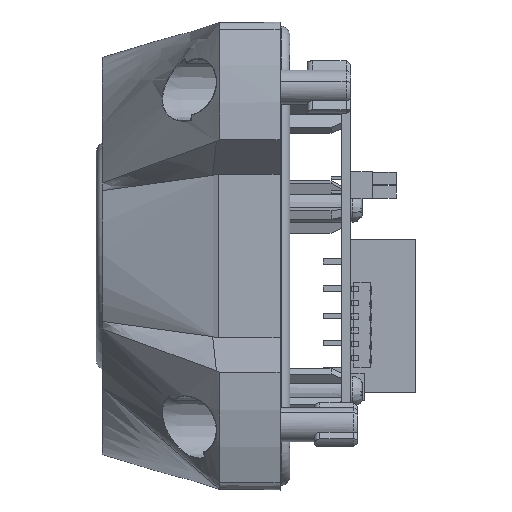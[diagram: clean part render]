
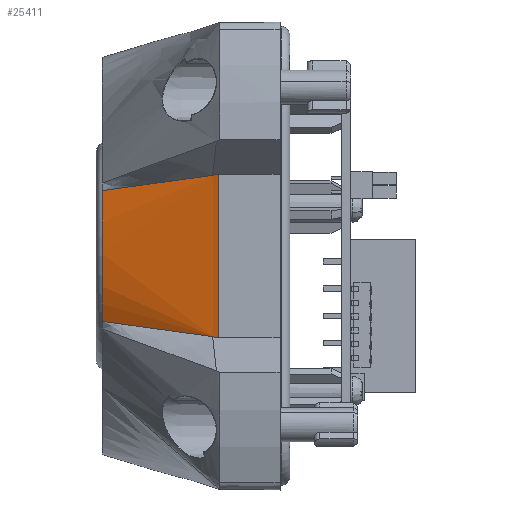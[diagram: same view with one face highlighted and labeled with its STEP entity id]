
A CAD part, left-side view. The second image highlights one B-rep face of the part: STEP entity #25411.
In plain terms, the highlighted free-form (B-spline) face has degree [3, 1] with [10, 2] control points.
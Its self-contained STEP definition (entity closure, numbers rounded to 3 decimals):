
#712 = B_SPLINE_CURVE_WITH_KNOTS ( 'NONE', 1,
 ( #62727, #11118 ),
 .UNSPECIFIED., .F., .F.,
 ( 2, 2 ),
 ( 0., 1. ),
 .UNSPECIFIED. ) ;
#1265 = CARTESIAN_POINT ( 'NONE',  ( -42.902, 11.248, -15.057 ) ) ;
#2125 = CARTESIAN_POINT ( 'NONE',  ( -43., 11., 15.3 ) ) ;
#2941 = CARTESIAN_POINT ( 'NONE',  ( -34.463, 32.63, -12.022 ) ) ;
#3222 = CARTESIAN_POINT ( 'NONE',  ( -42.902, 11.248, 15.057 ) ) ;
#3359 = B_SPLINE_SURFACE_WITH_KNOTS ( 'NONE', 3, 1, ( 
 ( #13054, #42382 ),
 ( #36763, #65744 ),
 ( #12674, #36385 ),
 ( #8502, #36027 ),
 ( #31485, #24712 ),
 ( #47297, #58986 ),
 ( #13786, #70276 ),
 ( #31122, #20171 ),
 ( #14151, #7379 ),
 ( #2125, #25092 ) ),
 .UNSPECIFIED., .F., .F., .F.,
 ( 4, 3, 3, 4 ),
 ( 2, 2 ),
 ( -0.01, 0., 1., 1.01 ),
 ( 0., 1. ),
 .UNSPECIFIED. ) ;
#3597 = CARTESIAN_POINT ( 'NONE',  ( -42.901, 11.305, -7.376 ) ) ;
#3956 = CARTESIAN_POINT ( 'NONE',  ( -42.901, 11.294, -9.189 ) ) ;
#6939 = CARTESIAN_POINT ( 'NONE',  ( -42.902, 11.248, 15.057 ) ) ;
#7379 = CARTESIAN_POINT ( 'NONE',  ( -34.409, 32.63, 12.178 ) ) ;
#8502 = CARTESIAN_POINT ( 'NONE',  ( -43., 11., -15. ) ) ;
#10341 = CARTESIAN_POINT ( 'NONE',  ( -42.901, 11.305, -7.224 ) ) ;
#11118 = CARTESIAN_POINT ( 'NONE',  ( -42.454, 12.384, 14.81 ) ) ;
#11404 = CARTESIAN_POINT ( 'NONE',  ( -34.463, 32.63, -12.022 ) ) ;
#11891 = ORIENTED_EDGE ( 'NONE', *, *, #13597, .F. ) ;
#12674 = CARTESIAN_POINT ( 'NONE',  ( -43., 11., -15.1 ) ) ;
#13054 = CARTESIAN_POINT ( 'NONE',  ( -43., 11., -15.3 ) ) ;
#13597 = EDGE_CURVE ( 'NONE', #39420, #37607, #712, .T. ) ;
#13786 = CARTESIAN_POINT ( 'NONE',  ( -43., 11., 15. ) ) ;
#14151 = CARTESIAN_POINT ( 'NONE',  ( -43., 11., 15.2 ) ) ;
#14350 = ORIENTED_EDGE ( 'NONE', *, *, #57798, .T. ) ;
#14505 = CARTESIAN_POINT ( 'NONE',  ( -42.901, 11.304, 7.534 ) ) ;
#15251 = CARTESIAN_POINT ( 'NONE',  ( -42.901, 11.304, -7.507 ) ) ;
#15978 = CARTESIAN_POINT ( 'NONE',  ( -42.901, 11.329, 2.229 ) ) ;
#17098 = CARTESIAN_POINT ( 'NONE',  ( -42.902, 11.248, -15.057 ) ) ;
#18003 = CARTESIAN_POINT ( 'NONE',  ( -42.603, 12.005, 14.892 ) ) ;
#19514 = CARTESIAN_POINT ( 'NONE',  ( -37.179, 32.63, -4.238 ) ) ;
#20171 = CARTESIAN_POINT ( 'NONE',  ( -34.436, 32.63, 12.1 ) ) ;
#20524 = CARTESIAN_POINT ( 'NONE',  ( -42.901, 11.293, 9.167 ) ) ;
#21270 = CARTESIAN_POINT ( 'NONE',  ( -42.902, 11.279, 11.177 ) ) ;
#22767 = B_SPLINE_CURVE_WITH_KNOTS ( 'NONE', 3,
 ( #1265, #65632, #35163, #29517 ),
 .UNSPECIFIED., .F., .F.,
 ( 4, 4 ),
 ( 0., 1. ),
 .UNSPECIFIED. ) ;
#22897 = B_SPLINE_CURVE_WITH_KNOTS ( 'NONE', 3,
 ( #3222, #50259, #21270, #20524, #66466, #43864, #73229, #61937, #49893, #67570, #73595, #44604, #14505, #37856, #15978, #60820, #32223, #61193, #55182, #38972, #10341, #3597, #26569, #66839, #15251, #38236, #55544, #3956, #44237, #17098 ),
 .UNSPECIFIED., .F., .F.,
 ( 4, 1, 1, 1, 1, 1, 1, 1, 1, 2, 2, 2, 1, 1, 1, 1, 1, 1, 1, 1, 2, 2, 4 ),
 ( 0., 0.125, 0.188, 0.219, 0.234, 0.242, 0.246, 0.248, 0.249, 0.25, 0.25, 0.5, 0.625, 0.687, 0.719, 0.734, 0.742, 0.746, 0.748, 0.749, 0.75, 0.75, 1. ),
 .UNSPECIFIED. ) ;
#24029 = CARTESIAN_POINT ( 'NONE',  ( -42.454, 12.384, 14.81 ) ) ;
#24712 = CARTESIAN_POINT ( 'NONE',  ( -37.179, 32.63, -4.238 ) ) ;
#25092 = CARTESIAN_POINT ( 'NONE',  ( -34.382, 32.63, 12.256 ) ) ;
#25411 = ADVANCED_FACE ( 'NONE', ( #25833 ), #3359, .T. ) ;
#25541 = EDGE_CURVE ( 'NONE', #63261, #44761, #22897, .T. ) ;
#25782 = B_SPLINE_CURVE_WITH_KNOTS ( 'NONE', 3,
 ( #70704, #65419, #18003, #24029 ),
 .UNSPECIFIED., .F., .F.,
 ( 4, 4 ),
 ( 0., 1. ),
 .UNSPECIFIED. ) ;
#25833 = FACE_OUTER_BOUND ( 'NONE', #51254, .T. ) ;
#26569 = CARTESIAN_POINT ( 'NONE',  ( -42.901, 11.304, -7.452 ) ) ;
#26588 = B_SPLINE_CURVE_WITH_KNOTS ( 'NONE', 3,
 ( #66184, #30841, #19514, #2941 ),
 .UNSPECIFIED., .F., .F.,
 ( 4, 4 ),
 ( 0., 1. ),
 .UNSPECIFIED. ) ;
#29517 = CARTESIAN_POINT ( 'NONE',  ( -42.454, 12.384, -14.81 ) ) ;
#30841 = CARTESIAN_POINT ( 'NONE',  ( -37.179, 32.63, 4.238 ) ) ;
#30886 = ORIENTED_EDGE ( 'NONE', *, *, #41986, .F. ) ;
#31122 = CARTESIAN_POINT ( 'NONE',  ( -43., 11., 15.1 ) ) ;
#31485 = CARTESIAN_POINT ( 'NONE',  ( -43., 11., -5. ) ) ;
#31497 = ORIENTED_EDGE ( 'NONE', *, *, #25541, .F. ) ;
#32223 = CARTESIAN_POINT ( 'NONE',  ( -42.901, 11.326, -2.891 ) ) ;
#32546 = CARTESIAN_POINT ( 'NONE',  ( -34.463, 32.63, 12.022 ) ) ;
#35163 = CARTESIAN_POINT ( 'NONE',  ( -42.603, 12.005, -14.892 ) ) ;
#35772 = ORIENTED_EDGE ( 'NONE', *, *, #39004, .T. ) ;
#36027 = CARTESIAN_POINT ( 'NONE',  ( -34.463, 32.63, -12.022 ) ) ;
#36385 = CARTESIAN_POINT ( 'NONE',  ( -34.436, 32.63, -12.1 ) ) ;
#36728 = CARTESIAN_POINT ( 'NONE',  ( -42.454, 12.384, 14.81 ) ) ;
#36763 = CARTESIAN_POINT ( 'NONE',  ( -43., 11., -15.2 ) ) ;
#37607 = VERTEX_POINT ( 'NONE', #36728 ) ;
#37856 = CARTESIAN_POINT ( 'NONE',  ( -42.901, 11.321, 4.739 ) ) ;
#38236 = CARTESIAN_POINT ( 'NONE',  ( -42.901, 11.304, -7.518 ) ) ;
#38842 = CARTESIAN_POINT ( 'NONE',  ( -34.463, 32.63, -12.022 ) ) ;
#38972 = CARTESIAN_POINT ( 'NONE',  ( -42.901, 11.307, -6.922 ) ) ;
#39004 = EDGE_CURVE ( 'NONE', #63261, #37607, #25782, .T. ) ;
#39420 = VERTEX_POINT ( 'NONE', #32546 ) ;
#41986 = EDGE_CURVE ( 'NONE', #44761, #43679, #22767, .T. ) ;
#42382 = CARTESIAN_POINT ( 'NONE',  ( -34.382, 32.63, -12.256 ) ) ;
#43679 = VERTEX_POINT ( 'NONE', #67750 ) ;
#43864 = CARTESIAN_POINT ( 'NONE',  ( -42.901, 11.301, 7.903 ) ) ;
#44237 = CARTESIAN_POINT ( 'NONE',  ( -42.902, 11.275, -11.698 ) ) ;
#44604 = CARTESIAN_POINT ( 'NONE',  ( -42.901, 11.304, 7.535 ) ) ;
#44761 = VERTEX_POINT ( 'NONE', #65190 ) ;
#47297 = CARTESIAN_POINT ( 'NONE',  ( -43., 11., 5. ) ) ;
#49893 = CARTESIAN_POINT ( 'NONE',  ( -42.901, 11.303, 7.574 ) ) ;
#50132 = CARTESIAN_POINT ( 'NONE',  ( -42.454, 12.384, -14.81 ) ) ;
#50259 = CARTESIAN_POINT ( 'NONE',  ( -42.902, 11.262, 13.378 ) ) ;
#51254 = EDGE_LOOP ( 'NONE', ( #31497, #35772, #11891, #14350, #61498, #30886 ) ) ;
#51620 = VERTEX_POINT ( 'NONE', #11404 ) ;
#52853 = EDGE_CURVE ( 'NONE', #51620, #43679, #61340, .T. ) ;
#55182 = CARTESIAN_POINT ( 'NONE',  ( -42.901, 11.311, -6.323 ) ) ;
#55544 = CARTESIAN_POINT ( 'NONE',  ( -42.901, 11.304, -7.525 ) ) ;
#57798 = EDGE_CURVE ( 'NONE', #39420, #51620, #26588, .T. ) ;
#58986 = CARTESIAN_POINT ( 'NONE',  ( -37.179, 32.63, 4.238 ) ) ;
#60820 = CARTESIAN_POINT ( 'NONE',  ( -42.901, 11.329, -1.114 ) ) ;
#61193 = CARTESIAN_POINT ( 'NONE',  ( -42.901, 11.317, -5.149 ) ) ;
#61340 = B_SPLINE_CURVE_WITH_KNOTS ( 'NONE', 1,
 ( #38842, #50132 ),
 .UNSPECIFIED., .F., .F.,
 ( 2, 2 ),
 ( 0., 1. ),
 .UNSPECIFIED. ) ;
#61498 = ORIENTED_EDGE ( 'NONE', *, *, #52853, .T. ) ;
#61937 = CARTESIAN_POINT ( 'NONE',  ( -42.901, 11.303, 7.62 ) ) ;
#62727 = CARTESIAN_POINT ( 'NONE',  ( -34.463, 32.63, 12.022 ) ) ;
#63261 = VERTEX_POINT ( 'NONE', #6939 ) ;
#65190 = CARTESIAN_POINT ( 'NONE',  ( -42.902, 11.248, -15.057 ) ) ;
#65419 = CARTESIAN_POINT ( 'NONE',  ( -42.752, 11.627, 14.974 ) ) ;
#65632 = CARTESIAN_POINT ( 'NONE',  ( -42.753, 11.627, -14.974 ) ) ;
#65744 = CARTESIAN_POINT ( 'NONE',  ( -34.409, 32.63, -12.178 ) ) ;
#66184 = CARTESIAN_POINT ( 'NONE',  ( -34.463, 32.63, 12.022 ) ) ;
#66466 = CARTESIAN_POINT ( 'NONE',  ( -42.901, 11.299, 8.301 ) ) ;
#66839 = CARTESIAN_POINT ( 'NONE',  ( -42.901, 11.304, -7.49 ) ) ;
#67570 = CARTESIAN_POINT ( 'NONE',  ( -42.901, 11.304, 7.551 ) ) ;
#67750 = CARTESIAN_POINT ( 'NONE',  ( -42.454, 12.384, -14.81 ) ) ;
#70276 = CARTESIAN_POINT ( 'NONE',  ( -34.463, 32.63, 12.022 ) ) ;
#70704 = CARTESIAN_POINT ( 'NONE',  ( -42.902, 11.248, 15.057 ) ) ;
#73229 = CARTESIAN_POINT ( 'NONE',  ( -42.901, 11.303, 7.713 ) ) ;
#73595 = CARTESIAN_POINT ( 'NONE',  ( -42.901, 11.304, 7.541 ) ) ;
